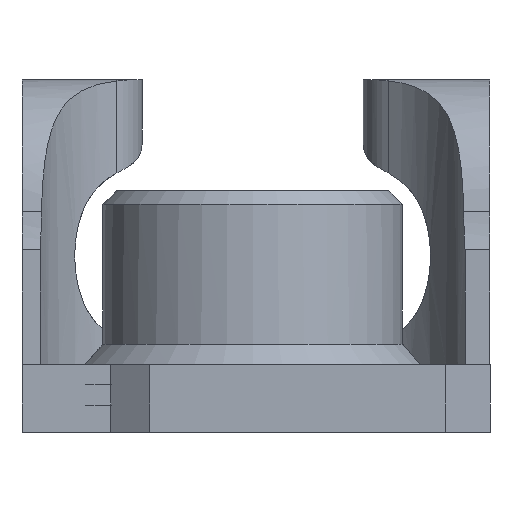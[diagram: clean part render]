
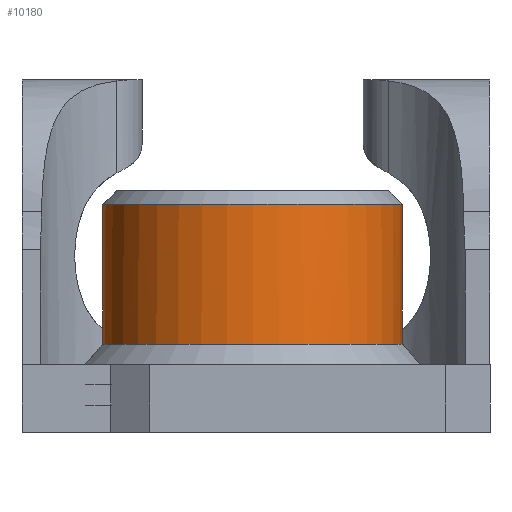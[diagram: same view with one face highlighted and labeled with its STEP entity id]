
A CAD part, left-side view. The second image highlights one B-rep face of the part: STEP entity #10180.
In plain terms, the highlighted cylindrical face has radius 11.05 mm (diameter 22.1 mm), a partial arc.
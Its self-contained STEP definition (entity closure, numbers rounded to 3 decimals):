
#1325=CYLINDRICAL_SURFACE('',#10795,11.05);
#1491=FACE_OUTER_BOUND('',#2075,.T.);
#2075=EDGE_LOOP('',(#6936,#6937,#6938,#6939,#6940,#6941));
#2713=CIRCLE('',#10785,11.05);
#2719=CIRCLE('',#10796,11.05);
#2720=CIRCLE('',#10797,11.05);
#2721=CIRCLE('',#10798,11.05);
#2826=LINE('',#12418,#3503);
#2829=LINE('',#12449,#3506);
#3503=VECTOR('',#11136,10.);
#3506=VECTOR('',#11143,10.);
#4182=VERTEX_POINT('',#12393);
#4185=VERTEX_POINT('',#12398);
#4190=VERTEX_POINT('',#12417);
#4194=VERTEX_POINT('',#12448);
#4195=VERTEX_POINT('',#12450);
#4196=VERTEX_POINT('',#12452);
#5272=EDGE_CURVE('',#4185,#4182,#2713,.T.);
#5281=EDGE_CURVE('',#4182,#4190,#2826,.T.);
#5286=EDGE_CURVE('',#4194,#4185,#2829,.T.);
#5287=EDGE_CURVE('',#4195,#4194,#2719,.T.);
#5288=EDGE_CURVE('',#4196,#4195,#2720,.T.);
#5289=EDGE_CURVE('',#4190,#4196,#2721,.T.);
#6936=ORIENTED_EDGE('',*,*,#5272,.F.);
#6937=ORIENTED_EDGE('',*,*,#5286,.F.);
#6938=ORIENTED_EDGE('',*,*,#5287,.F.);
#6939=ORIENTED_EDGE('',*,*,#5288,.F.);
#6940=ORIENTED_EDGE('',*,*,#5289,.F.);
#6941=ORIENTED_EDGE('',*,*,#5281,.F.);
#10180=ADVANCED_FACE('',(#1491),#1325,.T.);
#10785=AXIS2_PLACEMENT_3D('',#12400,#11114,#11115);
#10795=AXIS2_PLACEMENT_3D('',#12447,#11141,#11142);
#10796=AXIS2_PLACEMENT_3D('',#12451,#11144,#11145);
#10797=AXIS2_PLACEMENT_3D('',#12453,#11146,#11147);
#10798=AXIS2_PLACEMENT_3D('',#12454,#11148,#11149);
#11114=DIRECTION('center_axis',(0.,0.,1.));
#11115=DIRECTION('ref_axis',(-1.,0.,0.));
#11136=DIRECTION('',(0.,0.,-1.));
#11141=DIRECTION('center_axis',(0.,0.,1.));
#11142=DIRECTION('ref_axis',(-1.,0.,0.));
#11143=DIRECTION('',(0.,0.,1.));
#11144=DIRECTION('center_axis',(0.,0.,-1.));
#11145=DIRECTION('ref_axis',(1.,0.,0.));
#11146=DIRECTION('center_axis',(0.,0.,-1.));
#11147=DIRECTION('ref_axis',(-1.,0.,0.));
#11148=DIRECTION('center_axis',(0.,0.,-1.));
#11149=DIRECTION('ref_axis',(1.,0.,0.));
#12393=CARTESIAN_POINT('',(-8.031,-7.386,16.8));
#12398=CARTESIAN_POINT('',(-8.031,7.386,16.8));
#12400=CARTESIAN_POINT('Origin',(-16.25,0.,16.8));
#12417=CARTESIAN_POINT('',(-8.031,-7.386,6.5));
#12418=CARTESIAN_POINT('',(-8.031,-7.386,0.));
#12447=CARTESIAN_POINT('Origin',(-16.25,0.,0.));
#12448=CARTESIAN_POINT('',(-8.031,7.386,6.5));
#12449=CARTESIAN_POINT('',(-8.031,7.386,0.));
#12450=CARTESIAN_POINT('',(-16.25,11.05,6.5));
#12451=CARTESIAN_POINT('Origin',(-16.25,0.,6.5));
#12452=CARTESIAN_POINT('',(-16.25,-11.05,6.5));
#12453=CARTESIAN_POINT('Origin',(-16.25,0.,6.5));
#12454=CARTESIAN_POINT('Origin',(-16.25,0.,6.5));
